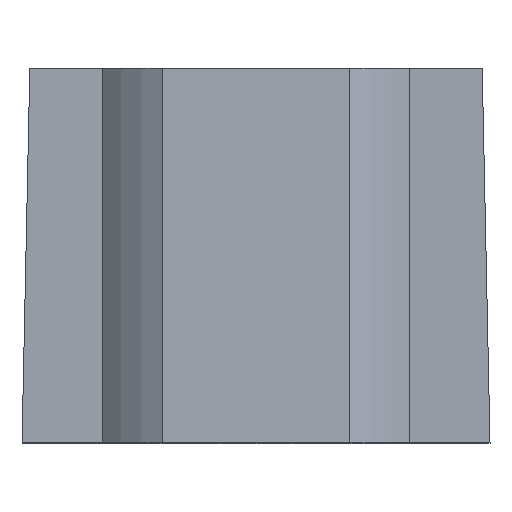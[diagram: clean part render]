
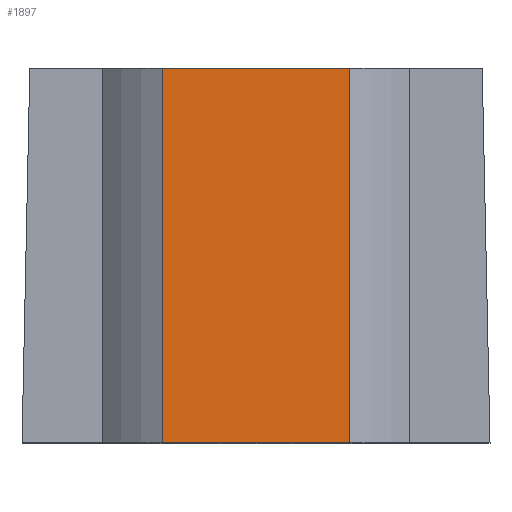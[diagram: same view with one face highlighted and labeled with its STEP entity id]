
A CAD part, top view. The second image highlights one B-rep face of the part: STEP entity #1897.
In plain terms, the highlighted planar face has unit normal (0, 0.021, 1).
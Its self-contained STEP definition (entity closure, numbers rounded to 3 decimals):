
#33 = PLANE('',#34);
#34 = AXIS2_PLACEMENT_3D('',#35,#36,#37);
#35 = CARTESIAN_POINT('',(0.,0.,0.));
#36 = DIRECTION('',(0.,1.,0.));
#37 = DIRECTION('',(0.,0.,1.));
#623 = VERTEX_POINT('',#624);
#624 = CARTESIAN_POINT('',(-6.,0.,15.));
#638 = B_SPLINE_SURFACE_WITH_KNOTS('',1,1,(
    (#639,#640)
    ,(#641,#642
    )),.UNSPECIFIED.,.F.,.F.,.F.,(2,2),(2,2),(0.,2.907),(0.,1.)
  ,.PIECEWISE_BEZIER_KNOTS.);
#639 = CARTESIAN_POINT('',(-6.,0.,12.093));
#640 = CARTESIAN_POINT('',(-6.,24.,12.093));
#641 = CARTESIAN_POINT('',(-6.,0.,15.));
#642 = CARTESIAN_POINT('',(-6.,24.,14.5));
#649 = EDGE_CURVE('',#623,#650,#652,.T.);
#650 = VERTEX_POINT('',#651);
#651 = CARTESIAN_POINT('',(6.,0.,15.));
#652 = SURFACE_CURVE('',#653,(#657,#664),.PCURVE_S1.);
#653 = LINE('',#654,#655);
#654 = CARTESIAN_POINT('',(-6.,0.,15.));
#655 = VECTOR('',#656,1.);
#656 = DIRECTION('',(1.,0.,0.));
#657 = PCURVE('',#33,#658);
#658 = DEFINITIONAL_REPRESENTATION('',(#659),#663);
#659 = LINE('',#660,#661);
#660 = CARTESIAN_POINT('',(15.,-6.));
#661 = VECTOR('',#662,1.);
#662 = DIRECTION('',(0.,1.));
#663 = ( GEOMETRIC_REPRESENTATION_CONTEXT(2) 
PARAMETRIC_REPRESENTATION_CONTEXT() REPRESENTATION_CONTEXT('2D SPACE',''
  ) );
#664 = PCURVE('',#665,#670);
#665 = PLANE('',#666);
#666 = AXIS2_PLACEMENT_3D('',#667,#668,#669);
#667 = CARTESIAN_POINT('',(-6.,24.,14.5));
#668 = DIRECTION('',(0.,0.021,1.));
#669 = DIRECTION('',(1.,0.,-0.));
#670 = DEFINITIONAL_REPRESENTATION('',(#671),#675);
#671 = LINE('',#672,#673);
#672 = CARTESIAN_POINT('',(0.,-24.005));
#673 = VECTOR('',#674,1.);
#674 = DIRECTION('',(1.,0.));
#675 = ( GEOMETRIC_REPRESENTATION_CONTEXT(2) 
PARAMETRIC_REPRESENTATION_CONTEXT() REPRESENTATION_CONTEXT('2D SPACE',''
  ) );
#691 = B_SPLINE_SURFACE_WITH_KNOTS('',1,1,(
    (#692,#693)
    ,(#694,#695
    )),.UNSPECIFIED.,.F.,.F.,.F.,(2,2),(2,2),(-2.907,0.),(0.,1.
    ),.PIECEWISE_BEZIER_KNOTS.);
#692 = CARTESIAN_POINT('',(6.,0.,15.));
#693 = CARTESIAN_POINT('',(6.,24.,14.5));
#694 = CARTESIAN_POINT('',(6.,0.,12.093));
#695 = CARTESIAN_POINT('',(6.,24.,12.093));
#774 = PLANE('',#775);
#775 = AXIS2_PLACEMENT_3D('',#776,#777,#778);
#776 = CARTESIAN_POINT('',(0.,24.,0.));
#777 = DIRECTION('',(0.,1.,0.));
#778 = DIRECTION('',(0.,0.,-1.));
#1286 = VERTEX_POINT('',#1287);
#1287 = CARTESIAN_POINT('',(-6.,24.,14.5));
#1307 = EDGE_CURVE('',#1286,#1308,#1310,.T.);
#1308 = VERTEX_POINT('',#1309);
#1309 = CARTESIAN_POINT('',(6.,24.,14.5));
#1310 = SURFACE_CURVE('',#1311,(#1315,#1322),.PCURVE_S1.);
#1311 = LINE('',#1312,#1313);
#1312 = CARTESIAN_POINT('',(-6.,24.,14.5));
#1313 = VECTOR('',#1314,1.);
#1314 = DIRECTION('',(1.,0.,0.));
#1315 = PCURVE('',#774,#1316);
#1316 = DEFINITIONAL_REPRESENTATION('',(#1317),#1321);
#1317 = LINE('',#1318,#1319);
#1318 = CARTESIAN_POINT('',(-14.5,6.));
#1319 = VECTOR('',#1320,1.);
#1320 = DIRECTION('',(0.,-1.));
#1321 = ( GEOMETRIC_REPRESENTATION_CONTEXT(2) 
PARAMETRIC_REPRESENTATION_CONTEXT() REPRESENTATION_CONTEXT('2D SPACE',''
  ) );
#1322 = PCURVE('',#665,#1323);
#1323 = DEFINITIONAL_REPRESENTATION('',(#1324),#1328);
#1324 = LINE('',#1325,#1326);
#1325 = CARTESIAN_POINT('',(0.,0.));
#1326 = VECTOR('',#1327,1.);
#1327 = DIRECTION('',(1.,0.));
#1328 = ( GEOMETRIC_REPRESENTATION_CONTEXT(2) 
PARAMETRIC_REPRESENTATION_CONTEXT() REPRESENTATION_CONTEXT('2D SPACE',''
  ) );
#1878 = EDGE_CURVE('',#623,#1286,#1879,.T.);
#1879 = SURFACE_CURVE('',#1880,(#1883,#1889),.PCURVE_S1.);
#1880 = B_SPLINE_CURVE_WITH_KNOTS('',1,(#1881,#1882),.UNSPECIFIED.,.F.,
  .F.,(2,2),(0.,1.),.PIECEWISE_BEZIER_KNOTS.);
#1881 = CARTESIAN_POINT('',(-6.,0.,15.));
#1882 = CARTESIAN_POINT('',(-6.,24.,14.5));
#1883 = PCURVE('',#638,#1884);
#1884 = DEFINITIONAL_REPRESENTATION('',(#1885),#1888);
#1885 = B_SPLINE_CURVE_WITH_KNOTS('',1,(#1886,#1887),.UNSPECIFIED.,.F.,
  .F.,(2,2),(0.,1.),.PIECEWISE_BEZIER_KNOTS.);
#1886 = CARTESIAN_POINT('',(2.907,0.));
#1887 = CARTESIAN_POINT('',(2.907,1.));
#1888 = ( GEOMETRIC_REPRESENTATION_CONTEXT(2) 
PARAMETRIC_REPRESENTATION_CONTEXT() REPRESENTATION_CONTEXT('2D SPACE',''
  ) );
#1889 = PCURVE('',#665,#1890);
#1890 = DEFINITIONAL_REPRESENTATION('',(#1891),#1894);
#1891 = B_SPLINE_CURVE_WITH_KNOTS('',1,(#1892,#1893),.UNSPECIFIED.,.F.,
  .F.,(2,2),(0.,1.),.PIECEWISE_BEZIER_KNOTS.);
#1892 = CARTESIAN_POINT('',(0.,-24.005));
#1893 = CARTESIAN_POINT('',(0.,0.));
#1894 = ( GEOMETRIC_REPRESENTATION_CONTEXT(2) 
PARAMETRIC_REPRESENTATION_CONTEXT() REPRESENTATION_CONTEXT('2D SPACE',''
  ) );
#1897 = ADVANCED_FACE('',(#1898),#665,.T.);
#1898 = FACE_BOUND('',#1899,.T.);
#1899 = EDGE_LOOP('',(#1900,#1901,#1919,#1920));
#1900 = ORIENTED_EDGE('',*,*,#649,.T.);
#1901 = ORIENTED_EDGE('',*,*,#1902,.T.);
#1902 = EDGE_CURVE('',#650,#1308,#1903,.T.);
#1903 = SURFACE_CURVE('',#1904,(#1907,#1913),.PCURVE_S1.);
#1904 = B_SPLINE_CURVE_WITH_KNOTS('',1,(#1905,#1906),.UNSPECIFIED.,.F.,
  .F.,(2,2),(0.,1.),.PIECEWISE_BEZIER_KNOTS.);
#1905 = CARTESIAN_POINT('',(6.,0.,15.));
#1906 = CARTESIAN_POINT('',(6.,24.,14.5));
#1907 = PCURVE('',#665,#1908);
#1908 = DEFINITIONAL_REPRESENTATION('',(#1909),#1912);
#1909 = B_SPLINE_CURVE_WITH_KNOTS('',1,(#1910,#1911),.UNSPECIFIED.,.F.,
  .F.,(2,2),(0.,1.),.PIECEWISE_BEZIER_KNOTS.);
#1910 = CARTESIAN_POINT('',(12.,-24.005));
#1911 = CARTESIAN_POINT('',(12.,0.));
#1912 = ( GEOMETRIC_REPRESENTATION_CONTEXT(2) 
PARAMETRIC_REPRESENTATION_CONTEXT() REPRESENTATION_CONTEXT('2D SPACE',''
  ) );
#1913 = PCURVE('',#691,#1914);
#1914 = DEFINITIONAL_REPRESENTATION('',(#1915),#1918);
#1915 = B_SPLINE_CURVE_WITH_KNOTS('',1,(#1916,#1917),.UNSPECIFIED.,.F.,
  .F.,(2,2),(0.,1.),.PIECEWISE_BEZIER_KNOTS.);
#1916 = CARTESIAN_POINT('',(-2.907,0.));
#1917 = CARTESIAN_POINT('',(-2.907,1.));
#1918 = ( GEOMETRIC_REPRESENTATION_CONTEXT(2) 
PARAMETRIC_REPRESENTATION_CONTEXT() REPRESENTATION_CONTEXT('2D SPACE',''
  ) );
#1919 = ORIENTED_EDGE('',*,*,#1307,.F.);
#1920 = ORIENTED_EDGE('',*,*,#1878,.F.);
